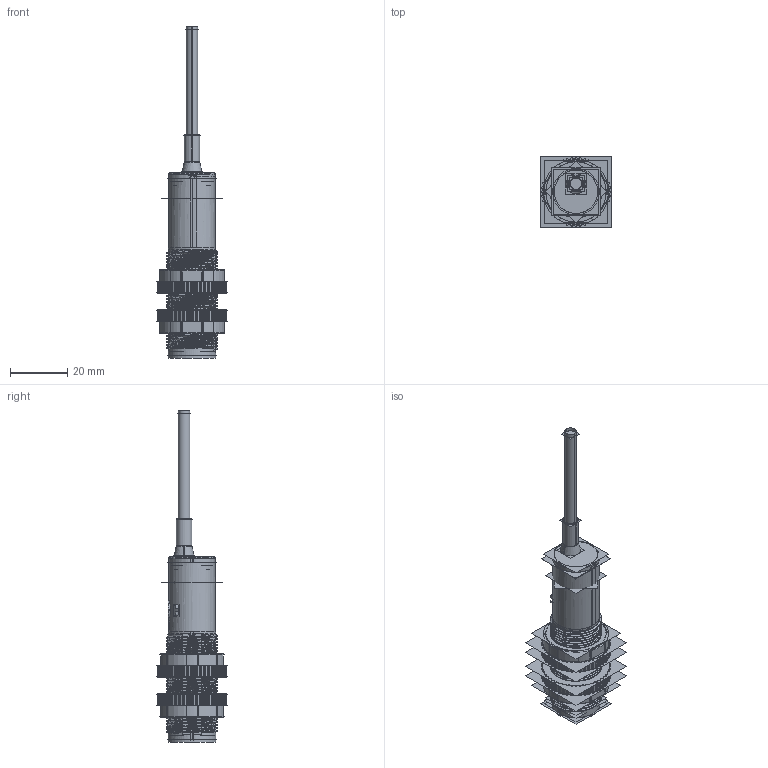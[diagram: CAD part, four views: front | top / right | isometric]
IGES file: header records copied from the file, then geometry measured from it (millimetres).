
Start section:  PTC IGES file: 197788.igs
Global section: file name: 197788.igs; native system: Creo Parametric by PTC Inc.; preprocessor: 2016260; author: PDMAdmin; organization: Unknown; date: 20170221.075744; units: millimetre
Bounding box: 25.1 x 25.1 x 115.94 mm (x, y, z)
Volume: 10503.7 mm3; surface area: 208482.4 mm2
Topology: 13 solids, 13 shells, 2468 faces, 12426 edges, 15478 vertices
Faces by surface type: bspline 1430, revolution 1022, extrusion 16
